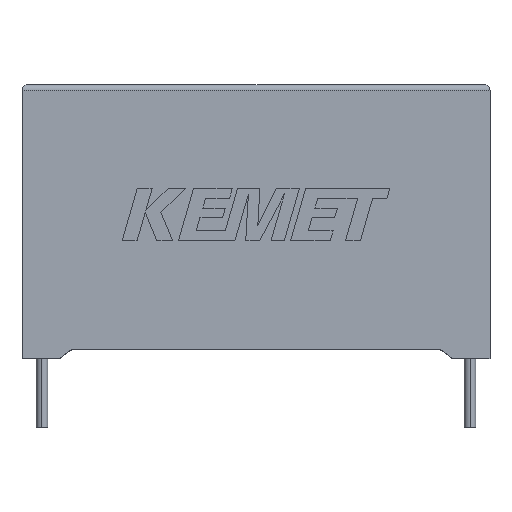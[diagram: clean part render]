
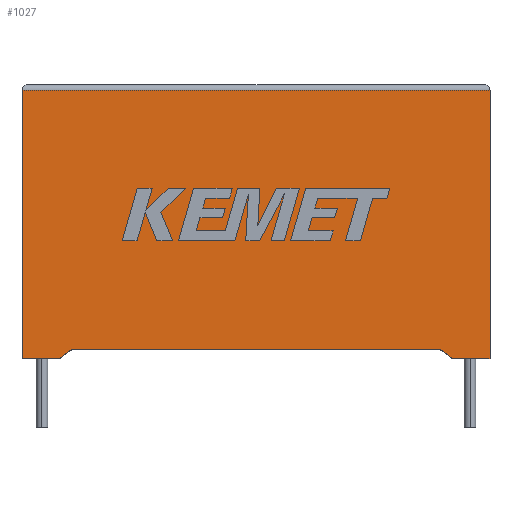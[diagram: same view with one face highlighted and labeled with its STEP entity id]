
A CAD part, top view. The second image highlights one B-rep face of the part: STEP entity #1027.
In plain terms, the highlighted planar face has unit normal (0, 0, 1).
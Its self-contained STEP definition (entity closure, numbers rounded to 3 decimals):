
#59 = VECTOR ( 'NONE', #519, 1000. ) ;
#69 = LINE ( 'NONE', #520, #2402 ) ;
#93 = CARTESIAN_POINT ( 'NONE',  ( 36.611, 0.828, 13. ) ) ;
#314 = VERTEX_POINT ( 'NONE', #2274 ) ;
#334 = DIRECTION ( 'NONE',  ( 1., 0., 0. ) ) ;
#337 = LINE ( 'NONE', #2529, #3046 ) ;
#365 = DIRECTION ( 'NONE',  ( 0., 1., 0. ) ) ;
#476 = ORIENTED_EDGE ( 'NONE', *, *, #1984, .T. ) ;
#491 = EDGE_CURVE ( 'NONE', #636, #1432, #2179, .T. ) ;
#519 = DIRECTION ( 'NONE',  ( -1., 0., 0. ) ) ;
#520 = CARTESIAN_POINT ( 'NONE',  ( 37.75, 0., 13. ) ) ;
#524 = CARTESIAN_POINT ( 'NONE',  ( 0., 0., 13. ) ) ;
#546 = FACE_OUTER_BOUND ( 'NONE', #3060, .T. ) ;
#636 = VERTEX_POINT ( 'NONE', #93 ) ;
#733 = EDGE_CURVE ( 'NONE', #2003, #314, #337, .T. ) ;
#768 = CARTESIAN_POINT ( 'NONE',  ( 0., 23.5, 13. ) ) ;
#785 = LINE ( 'NONE', #2742, #1016 ) ;
#831 = LINE ( 'NONE', #2507, #1433 ) ;
#875 = CARTESIAN_POINT ( 'NONE',  ( 4.389, 0.828, 13. ) ) ;
#916 = CARTESIAN_POINT ( 'NONE',  ( 0., 23.5, 13. ) ) ;
#1016 = VECTOR ( 'NONE', #1283, 1000. ) ;
#1027 = ADVANCED_FACE ( 'NONE', ( #546 ), #1745, .F. ) ;
#1064 = DIRECTION ( 'NONE',  ( 0., 0., -1. ) ) ;
#1214 = EDGE_CURVE ( 'NONE', #1308, #2003, #2441, .T. ) ;
#1283 = DIRECTION ( 'NONE',  ( 1., 0., 0. ) ) ;
#1308 = VERTEX_POINT ( 'NONE', #2347 ) ;
#1315 = CARTESIAN_POINT ( 'NONE',  ( 37.75, 0., 13. ) ) ;
#1398 = CARTESIAN_POINT ( 'NONE',  ( 41., 0., 13. ) ) ;
#1432 = VERTEX_POINT ( 'NONE', #875 ) ;
#1433 = VECTOR ( 'NONE', #334, 1000. ) ;
#1530 = DIRECTION ( 'NONE',  ( -1., 0., 0. ) ) ;
#1722 = DIRECTION ( 'NONE',  ( -0.809, -0.588, 0. ) ) ;
#1745 = PLANE ( 'NONE',  #2192 ) ;
#1840 = VERTEX_POINT ( 'NONE', #2921 ) ;
#1944 = VERTEX_POINT ( 'NONE', #2801 ) ;
#1961 = ORIENTED_EDGE ( 'NONE', *, *, #3053, .F. ) ;
#1984 = EDGE_CURVE ( 'NONE', #1944, #1308, #3122, .T. ) ;
#2003 = VERTEX_POINT ( 'NONE', #916 ) ;
#2179 = LINE ( 'NONE', #2694, #2715 ) ;
#2183 = ORIENTED_EDGE ( 'NONE', *, *, #2304, .T. ) ;
#2192 = AXIS2_PLACEMENT_3D ( 'NONE', #524, #1064, #1530 ) ;
#2219 = EDGE_CURVE ( 'NONE', #636, #3157, #69, .T. ) ;
#2274 = CARTESIAN_POINT ( 'NONE',  ( 0., 0., 13. ) ) ;
#2304 = EDGE_CURVE ( 'NONE', #314, #1840, #785, .T. ) ;
#2347 = CARTESIAN_POINT ( 'NONE',  ( 41., 23.5, 13. ) ) ;
#2402 = VECTOR ( 'NONE', #2729, 1000. ) ;
#2441 = LINE ( 'NONE', #768, #59 ) ;
#2481 = CARTESIAN_POINT ( 'NONE',  ( 3.25, 0., 13. ) ) ;
#2506 = VECTOR ( 'NONE', #1722, 1000. ) ;
#2507 = CARTESIAN_POINT ( 'NONE',  ( 0., 0., 13. ) ) ;
#2529 = CARTESIAN_POINT ( 'NONE',  ( 0., 0., 13. ) ) ;
#2609 = VECTOR ( 'NONE', #365, 1000. ) ;
#2684 = LINE ( 'NONE', #2481, #2506 ) ;
#2694 = CARTESIAN_POINT ( 'NONE',  ( 20.5, 0.828, 13. ) ) ;
#2715 = VECTOR ( 'NONE', #2953, 1000. ) ;
#2729 = DIRECTION ( 'NONE',  ( 0.809, -0.588, 0. ) ) ;
#2742 = CARTESIAN_POINT ( 'NONE',  ( 0., 0., 13. ) ) ;
#2785 = ORIENTED_EDGE ( 'NONE', *, *, #733, .T. ) ;
#2801 = CARTESIAN_POINT ( 'NONE',  ( 41., 0., 13. ) ) ;
#2911 = EDGE_CURVE ( 'NONE', #3157, #1944, #831, .T. ) ;
#2921 = CARTESIAN_POINT ( 'NONE',  ( 3.25, 0., 13. ) ) ;
#2927 = ORIENTED_EDGE ( 'NONE', *, *, #2219, .T. ) ;
#2948 = ORIENTED_EDGE ( 'NONE', *, *, #2911, .T. ) ;
#2953 = DIRECTION ( 'NONE',  ( -1., 0., 0. ) ) ;
#3036 = DIRECTION ( 'NONE',  ( 0., -1., 0. ) ) ;
#3046 = VECTOR ( 'NONE', #3036, 1000. ) ;
#3053 = EDGE_CURVE ( 'NONE', #1432, #1840, #2684, .T. ) ;
#3060 = EDGE_LOOP ( 'NONE', ( #476, #3076, #2785, #2183, #1961, #3150, #2927, #2948 ) ) ;
#3076 = ORIENTED_EDGE ( 'NONE', *, *, #1214, .T. ) ;
#3122 = LINE ( 'NONE', #1398, #2609 ) ;
#3150 = ORIENTED_EDGE ( 'NONE', *, *, #491, .F. ) ;
#3157 = VERTEX_POINT ( 'NONE', #1315 ) ;
